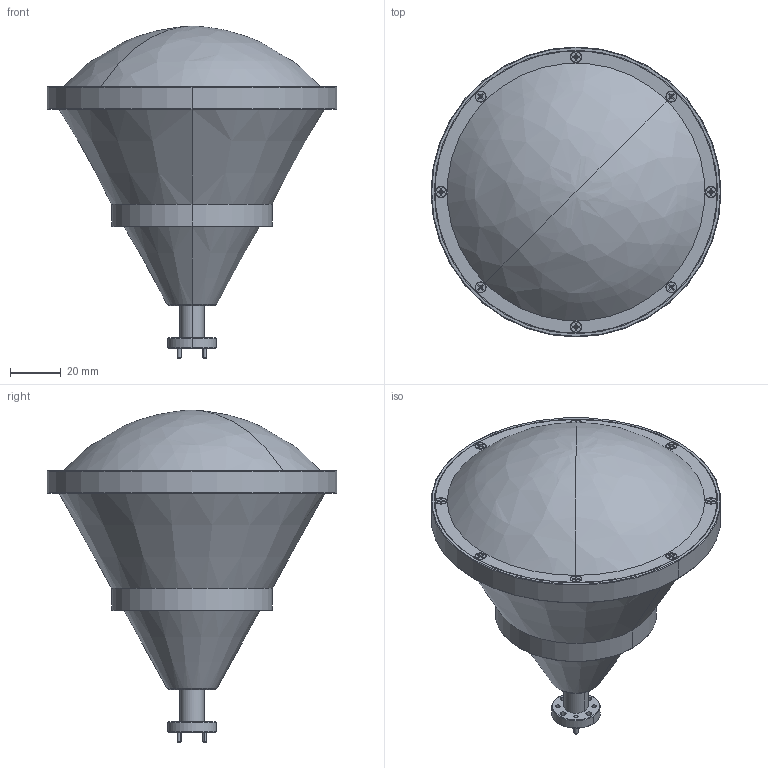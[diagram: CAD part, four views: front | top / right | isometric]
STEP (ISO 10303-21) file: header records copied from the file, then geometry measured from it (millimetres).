
FILE_DESCRIPTION (( 'STEP AP203' ), '1' );
FILE_NAME ('SAL-7138633602-12-S1-2.STEP', '2021-11-10T17:42:27', ( '' ), ( '' ), 'SwSTEP 2.0', 'SolidWorks 2021', '' );
FILE_SCHEMA (( 'CONFIG_CONTROL_DESIGN' ));
Products named in the file (1): SAL-7138633602-12-S1-2
Bounding box: 114.3 x 114.3 x 130.87 mm (x, y, z)
Volume: 468572.3 mm3; surface area: 75657.3 mm2
Topology: 13 solids, 13 shells, 673 faces, 1834 edges, 1169 vertices
Faces by surface type: cylinder 278, cone 200, plane 169, bspline 26
Entity records: 33447 total; most frequent: CARTESIAN_POINT 17965, ORIENTED_EDGE 3568, DIRECTION 2870, EDGE_CURVE 1784, VERTEX_POINT 1169, AXIS2_PLACEMENT_3D 1096, EDGE_LOOP 737, LINE 678
